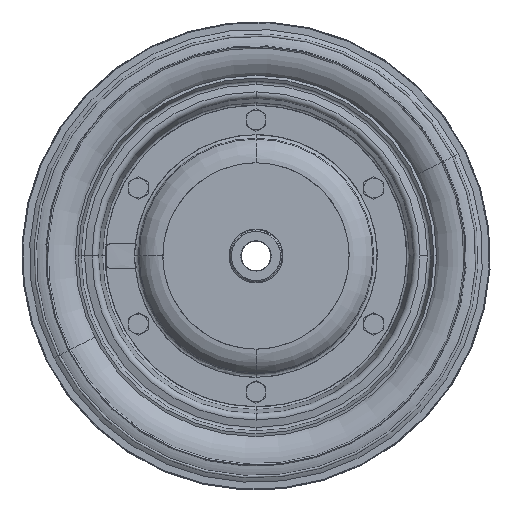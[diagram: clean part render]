
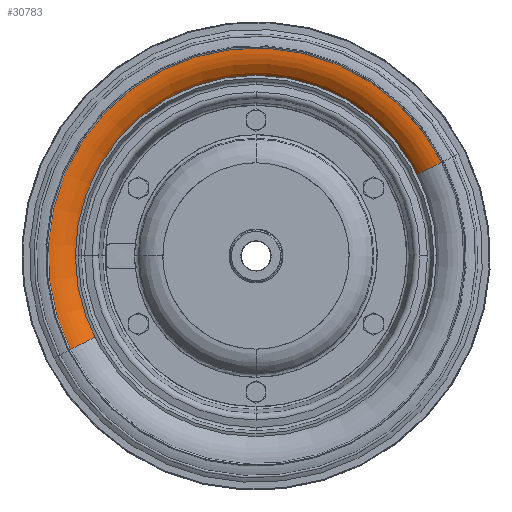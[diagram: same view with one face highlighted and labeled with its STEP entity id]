
A CAD part, top view. The second image highlights one B-rep face of the part: STEP entity #30783.
In plain terms, the highlighted toroidal (fillet/blend) face has major radius 176.711 mm and minor radius 30 mm.
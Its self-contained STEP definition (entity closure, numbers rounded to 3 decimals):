
#1362 = CARTESIAN_POINT ( 'NONE',  ( -158.482, -79.937, 35.99 ) ) ;
#2120 = DIRECTION ( 'NONE',  ( 0.893, 0.45, 0. ) ) ;
#2390 = DIRECTION ( 'NONE',  ( -0.893, -0.45, 0. ) ) ;
#3184 = DIRECTION ( 'NONE',  ( 0.45, -0.893, 0. ) ) ;
#6008 = VERTEX_POINT ( 'NONE', #36139 ) ;
#6073 = EDGE_CURVE ( 'NONE', #7773, #31753, #11054, .T. ) ;
#7773 = VERTEX_POINT ( 'NONE', #21487 ) ;
#8232 = ORIENTED_EDGE ( 'NONE', *, *, #25352, .F. ) ;
#8870 = FACE_OUTER_BOUND ( 'NONE', #28257, .T. ) ;
#9027 = AXIS2_PLACEMENT_3D ( 'NONE', #15283, #28276, #2120 ) ;
#9292 = DIRECTION ( 'NONE',  ( 0., 0., 1. ) ) ;
#11054 = CIRCLE ( 'NONE', #9027, 153.34 ) ;
#11521 = CIRCLE ( 'NONE', #36605, 30. ) ;
#13140 = CIRCLE ( 'NONE', #27430, 30. ) ;
#13751 = CARTESIAN_POINT ( 'NONE',  ( 0., 0., 35.99 ) ) ;
#15283 = CARTESIAN_POINT ( 'NONE',  ( 0., 0., 24.809 ) ) ;
#15414 = ORIENTED_EDGE ( 'NONE', *, *, #19886, .T. ) ;
#16073 = DIRECTION ( 'NONE',  ( 0.893, 0.45, 0. ) ) ;
#16216 = EDGE_CURVE ( 'NONE', #36357, #31753, #11521, .T. ) ;
#19277 = TOROIDAL_SURFACE ( 'NONE', #25353, 176.711, 30. ) ;
#19886 = EDGE_CURVE ( 'NONE', #6008, #36357, #27954, .T. ) ;
#21487 = CARTESIAN_POINT ( 'NONE',  ( 136.91, 69.056, 24.809 ) ) ;
#22515 = DIRECTION ( 'NONE',  ( 0.893, 0.45, 0. ) ) ;
#23073 = ORIENTED_EDGE ( 'NONE', *, *, #6073, .F. ) ;
#23259 = CARTESIAN_POINT ( 'NONE',  ( -136.91, -69.056, 24.809 ) ) ;
#25352 = EDGE_CURVE ( 'NONE', #6008, #7773, #13140, .T. ) ;
#25353 = AXIS2_PLACEMENT_3D ( 'NONE', #29518, #9292, #16073 ) ;
#25693 = CARTESIAN_POINT ( 'NONE',  ( 157.777, 79.581, 6. ) ) ;
#27430 = AXIS2_PLACEMENT_3D ( 'NONE', #25693, #3184, #22515 ) ;
#27954 = CIRCLE ( 'NONE', #32716, 177.501 ) ;
#28257 = EDGE_LOOP ( 'NONE', ( #15414, #32314, #23073, #8232 ) ) ;
#28276 = DIRECTION ( 'NONE',  ( 0., 0., 1. ) ) ;
#28541 = CARTESIAN_POINT ( 'NONE',  ( -157.777, -79.581, 6. ) ) ;
#29518 = CARTESIAN_POINT ( 'NONE',  ( 0., 0., 6. ) ) ;
#30783 = ADVANCED_FACE ( 'NONE', ( #8870 ), #19277, .T. ) ;
#31520 = DIRECTION ( 'NONE',  ( -0.45, 0.893, 0. ) ) ;
#31753 = VERTEX_POINT ( 'NONE', #23259 ) ;
#32314 = ORIENTED_EDGE ( 'NONE', *, *, #16216, .T. ) ;
#32716 = AXIS2_PLACEMENT_3D ( 'NONE', #13751, #35887, #32927 ) ;
#32927 = DIRECTION ( 'NONE',  ( 0.893, 0.45, 0. ) ) ;
#35887 = DIRECTION ( 'NONE',  ( 0., 0., 1. ) ) ;
#36139 = CARTESIAN_POINT ( 'NONE',  ( 158.482, 79.937, 35.99 ) ) ;
#36357 = VERTEX_POINT ( 'NONE', #1362 ) ;
#36605 = AXIS2_PLACEMENT_3D ( 'NONE', #28541, #31520, #2390 ) ;
